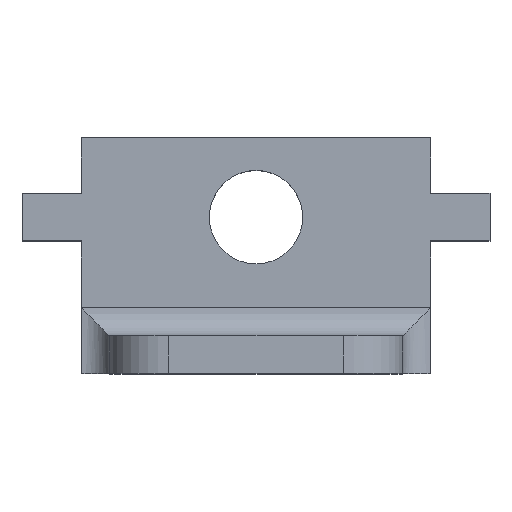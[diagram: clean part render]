
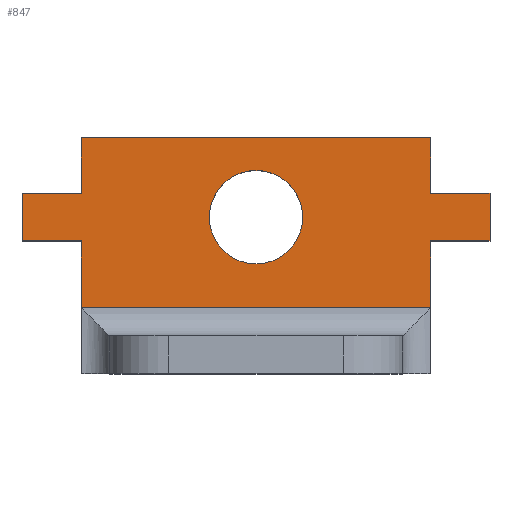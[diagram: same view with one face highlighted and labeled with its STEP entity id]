
A CAD part, top view. The second image highlights one B-rep face of the part: STEP entity #847.
In plain terms, the highlighted planar face has unit normal (0, 0, 1).
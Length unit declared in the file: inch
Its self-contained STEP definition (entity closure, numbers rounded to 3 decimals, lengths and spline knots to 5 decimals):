
#32=FACE_BOUND('',#177,.T.);
#45=PLANE('',#940);
#85=CIRCLE('',#938,0.19685);
#114=FACE_OUTER_BOUND('',#176,.T.);
#176=EDGE_LOOP('',(#716,#717,#718,#719,#720,#721,#722,#723,#724,#725,#726,
#727,#728,#729,#730,#731));
#177=EDGE_LOOP('',(#732));
#214=LINE('',#1245,#302);
#215=LINE('',#1249,#303);
#217=LINE('',#1255,#305);
#232=LINE('',#1300,#320);
#234=LINE('',#1305,#322);
#258=LINE('',#1376,#346);
#259=LINE('',#1378,#347);
#260=LINE('',#1380,#348);
#261=LINE('',#1382,#349);
#262=LINE('',#1384,#350);
#263=LINE('',#1386,#351);
#264=LINE('',#1388,#352);
#265=LINE('',#1390,#353);
#266=LINE('',#1392,#354);
#267=LINE('',#1394,#355);
#268=LINE('',#1395,#356);
#302=VECTOR('',#1006,0.3937);
#303=VECTOR('',#1011,0.3937);
#305=VECTOR('',#1017,0.3937);
#320=VECTOR('',#1064,0.3937);
#322=VECTOR('',#1068,0.3937);
#346=VECTOR('',#1130,0.3937);
#347=VECTOR('',#1131,0.3937);
#348=VECTOR('',#1132,0.3937);
#349=VECTOR('',#1133,0.3937);
#350=VECTOR('',#1134,0.3937);
#351=VECTOR('',#1135,0.3937);
#352=VECTOR('',#1136,0.3937);
#353=VECTOR('',#1137,0.3937);
#354=VECTOR('',#1138,0.3937);
#355=VECTOR('',#1139,0.3937);
#356=VECTOR('',#1140,0.3937);
#394=VERTEX_POINT('',#1242);
#395=VERTEX_POINT('',#1244);
#396=VERTEX_POINT('',#1248);
#398=VERTEX_POINT('',#1254);
#412=VERTEX_POINT('',#1298);
#414=VERTEX_POINT('',#1304);
#440=VERTEX_POINT('',#1370);
#442=VERTEX_POINT('',#1375);
#443=VERTEX_POINT('',#1377);
#444=VERTEX_POINT('',#1379);
#445=VERTEX_POINT('',#1381);
#446=VERTEX_POINT('',#1383);
#447=VERTEX_POINT('',#1385);
#448=VERTEX_POINT('',#1387);
#449=VERTEX_POINT('',#1389);
#450=VERTEX_POINT('',#1391);
#451=VERTEX_POINT('',#1393);
#479=EDGE_CURVE('',#394,#395,#214,.T.);
#481=EDGE_CURVE('',#395,#396,#215,.T.);
#484=EDGE_CURVE('',#396,#398,#217,.T.);
#507=EDGE_CURVE('',#412,#394,#232,.T.);
#510=EDGE_CURVE('',#398,#414,#234,.T.);
#540=EDGE_CURVE('',#440,#440,#85,.T.);
#542=EDGE_CURVE('',#442,#412,#258,.T.);
#543=EDGE_CURVE('',#442,#443,#259,.T.);
#544=EDGE_CURVE('',#443,#444,#260,.T.);
#545=EDGE_CURVE('',#444,#445,#261,.T.);
#546=EDGE_CURVE('',#445,#446,#262,.T.);
#547=EDGE_CURVE('',#446,#447,#263,.T.);
#548=EDGE_CURVE('',#447,#448,#264,.T.);
#549=EDGE_CURVE('',#448,#449,#265,.T.);
#550=EDGE_CURVE('',#449,#450,#266,.T.);
#551=EDGE_CURVE('',#450,#451,#267,.T.);
#552=EDGE_CURVE('',#451,#414,#268,.T.);
#716=ORIENTED_EDGE('',*,*,#479,.F.);
#717=ORIENTED_EDGE('',*,*,#507,.F.);
#718=ORIENTED_EDGE('',*,*,#542,.F.);
#719=ORIENTED_EDGE('',*,*,#543,.T.);
#720=ORIENTED_EDGE('',*,*,#544,.T.);
#721=ORIENTED_EDGE('',*,*,#545,.T.);
#722=ORIENTED_EDGE('',*,*,#546,.T.);
#723=ORIENTED_EDGE('',*,*,#547,.T.);
#724=ORIENTED_EDGE('',*,*,#548,.T.);
#725=ORIENTED_EDGE('',*,*,#549,.T.);
#726=ORIENTED_EDGE('',*,*,#550,.T.);
#727=ORIENTED_EDGE('',*,*,#551,.T.);
#728=ORIENTED_EDGE('',*,*,#552,.T.);
#729=ORIENTED_EDGE('',*,*,#510,.F.);
#730=ORIENTED_EDGE('',*,*,#484,.F.);
#731=ORIENTED_EDGE('',*,*,#481,.F.);
#732=ORIENTED_EDGE('',*,*,#540,.T.);
#847=ADVANCED_FACE('',(#114,#32),#45,.T.);
#938=AXIS2_PLACEMENT_3D('',#1371,#1124,#1125);
#940=AXIS2_PLACEMENT_3D('',#1374,#1128,#1129);
#1006=DIRECTION('',(0.,1.,0.));
#1011=DIRECTION('',(-1.,0.,0.));
#1017=DIRECTION('',(0.,-1.,0.));
#1064=DIRECTION('',(-1.,0.,0.));
#1068=DIRECTION('',(-1.,0.,0.));
#1124=DIRECTION('center_axis',(0.,0.,-1.));
#1125=DIRECTION('ref_axis',(-1.,0.,0.));
#1128=DIRECTION('center_axis',(0.,0.,1.));
#1129=DIRECTION('ref_axis',(1.,0.,0.));
#1130=DIRECTION('',(0.,-1.,0.));
#1131=DIRECTION('',(1.,0.,0.));
#1132=DIRECTION('',(0.,1.,0.));
#1133=DIRECTION('',(-1.,0.,0.));
#1134=DIRECTION('',(0.,1.,0.));
#1135=DIRECTION('',(-1.,0.,0.));
#1136=DIRECTION('',(0.,-1.,0.));
#1137=DIRECTION('',(-1.,0.,0.));
#1138=DIRECTION('',(0.,-1.,0.));
#1139=DIRECTION('',(1.,0.,0.));
#1140=DIRECTION('',(0.,-1.,0.));
#1242=CARTESIAN_POINT('',(0.73982,-0.73776,0.3225));
#1244=CARTESIAN_POINT('',(0.73982,-0.45976,0.3225));
#1245=CARTESIAN_POINT('',(0.73982,-0.36173,0.3225));
#1248=CARTESIAN_POINT('',(-0.73218,-0.45976,0.3225));
#1249=CARTESIAN_POINT('',(0.00382,-0.45976,0.3225));
#1254=CARTESIAN_POINT('',(-0.73218,-0.73776,0.3225));
#1255=CARTESIAN_POINT('',(-0.73218,-0.36173,0.3225));
#1298=CARTESIAN_POINT('',(0.74004,-0.73776,0.3225));
#1300=CARTESIAN_POINT('',(0.74004,-0.73776,0.3225));
#1304=CARTESIAN_POINT('',(-0.7324,-0.73776,0.3225));
#1305=CARTESIAN_POINT('',(0.74004,-0.73776,0.3225));
#1370=CARTESIAN_POINT('',(0.20067,-0.07776,0.3225));
#1371=CARTESIAN_POINT('Origin',(0.00382,-0.07776,
0.3225));
#1374=CARTESIAN_POINT('Origin',(0.00382,-0.14571,
0.3225));
#1375=CARTESIAN_POINT('',(0.74004,-0.17776,0.3225));
#1376=CARTESIAN_POINT('',(0.74004,-0.57776,0.3225));
#1377=CARTESIAN_POINT('',(0.99004,-0.17776,0.3225));
#1378=CARTESIAN_POINT('',(0.74004,-0.17776,0.3225));
#1379=CARTESIAN_POINT('',(0.99004,0.02224,0.3225));
#1380=CARTESIAN_POINT('',(0.99004,-0.17776,0.3225));
#1381=CARTESIAN_POINT('',(0.74004,0.02224,0.3225));
#1382=CARTESIAN_POINT('',(0.99004,0.02224,0.3225));
#1383=CARTESIAN_POINT('',(0.74004,0.25688,0.3225));
#1384=CARTESIAN_POINT('',(0.74004,0.02224,0.3225));
#1385=CARTESIAN_POINT('',(-0.7324,0.25688,0.3225));
#1386=CARTESIAN_POINT('',(0.74004,0.25688,0.3225));
#1387=CARTESIAN_POINT('',(-0.7324,0.02224,0.3225));
#1388=CARTESIAN_POINT('',(-0.7324,0.25688,0.3225));
#1389=CARTESIAN_POINT('',(-0.9824,0.02224,0.3225));
#1390=CARTESIAN_POINT('',(-0.7324,0.02224,0.3225));
#1391=CARTESIAN_POINT('',(-0.9824,-0.17776,0.3225));
#1392=CARTESIAN_POINT('',(-0.9824,0.02224,0.3225));
#1393=CARTESIAN_POINT('',(-0.7324,-0.17776,0.3225));
#1394=CARTESIAN_POINT('',(-0.9824,-0.17776,0.3225));
#1395=CARTESIAN_POINT('',(-0.7324,-0.17776,0.3225));
